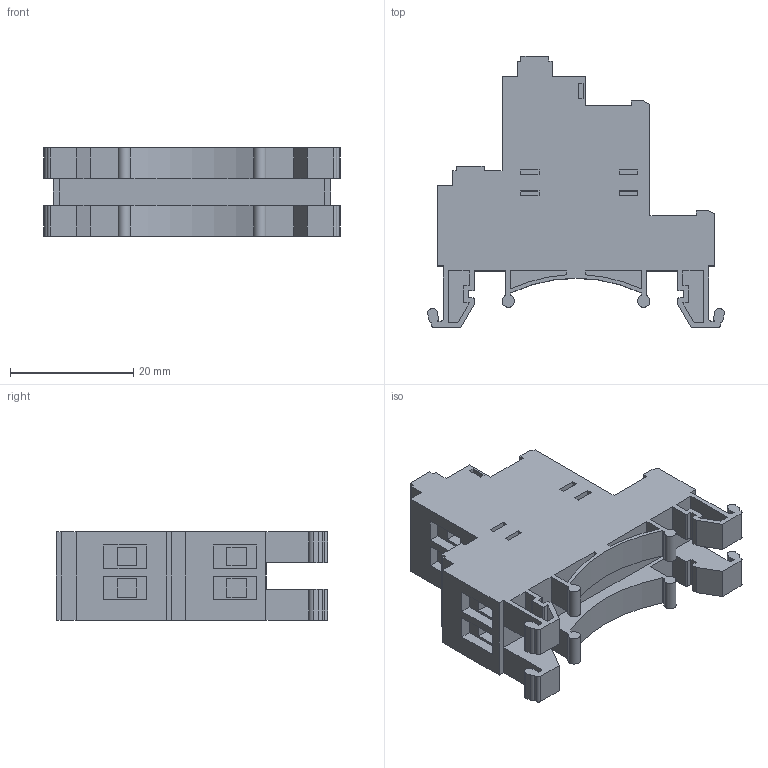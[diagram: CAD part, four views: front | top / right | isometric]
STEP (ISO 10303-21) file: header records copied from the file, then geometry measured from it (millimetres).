
FILE_DESCRIPTION (( 'STEP AP203' ), '1' );
FILE_NAME ('SOKETLI BASKILI DEVRE KLEMENSI - 5,08 RAY TIPI KATLI SOKET KLEMENS 2 LI.STEP', '2018-09-19T08:08:36', ( 'user' ), ( '' ), 'SwSTEP 2.0', 'SolidWorks 2016', '' );
FILE_SCHEMA (( 'CONFIG_CONTROL_DESIGN' ));
Length unit declared in the file: millimetre
Products named in the file (1): SOKETLI BASKILI DEVRE KLEMENSI - 5,08  RAY TIPI KATLI SOKET KLEMENS 2 LI
Bounding box: 48.13 x 44 x 14.36 mm (x, y, z)
Volume: 13729.2 mm3; surface area: 7288 mm2
Topology: 1 solids, 1 shells, 346 faces, 948 edges, 632 vertices
Faces by surface type: plane 284, cylinder 62
Entity records: 10965 total; most frequent: CARTESIAN_POINT 1927, ORIENTED_EDGE 1896, DIRECTION 1782, EDGE_CURVE 948, LINE 808, VECTOR 808, VERTEX_POINT 632, AXIS2_PLACEMENT_3D 487
